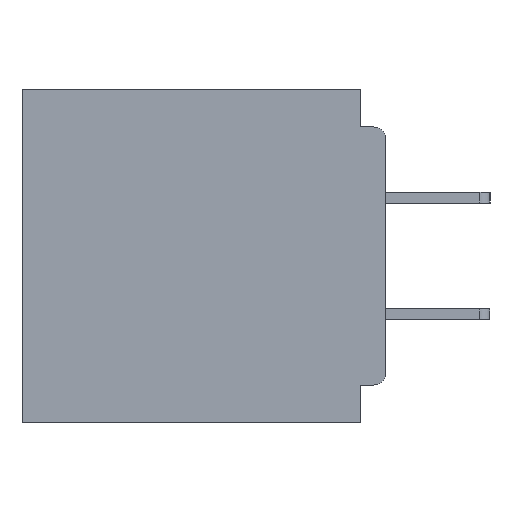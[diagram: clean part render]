
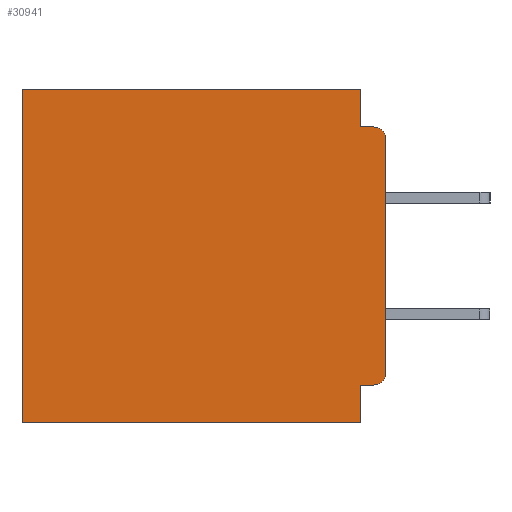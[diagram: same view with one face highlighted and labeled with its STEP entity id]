
A CAD part, left-side view. The second image highlights one B-rep face of the part: STEP entity #30941.
In plain terms, the highlighted planar face has unit normal (-1, 0, 0).
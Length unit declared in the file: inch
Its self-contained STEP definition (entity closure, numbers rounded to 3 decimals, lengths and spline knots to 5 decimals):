
#304 = CARTESIAN_POINT ( 'NONE',  ( 0.3, 0.437, -0.4 ) ) ;
#2443 = DIRECTION ( 'NONE',  ( 0., 0., -1. ) ) ;
#3409 = DIRECTION ( 'NONE',  ( 0., 1., 0. ) ) ;
#3960 = CARTESIAN_POINT ( 'NONE',  ( 0.3, 0.031, -0.045 ) ) ;
#3989 = ORIENTED_EDGE ( 'NONE', *, *, #14624, .F. ) ;
#4051 = CIRCLE ( 'NONE', #61570, 0.015 ) ;
#5630 = LINE ( 'NONE', #8511, #43917 ) ;
#6414 = ORIENTED_EDGE ( 'NONE', *, *, #44303, .F. ) ;
#6710 = DIRECTION ( 'NONE',  ( -1., 0., 0. ) ) ;
#8511 = CARTESIAN_POINT ( 'NONE',  ( 0.3, 0., 0. ) ) ;
#9131 = CARTESIAN_POINT ( 'NONE',  ( 0.3, 0.031, -0.4 ) ) ;
#9485 = DIRECTION ( 'NONE',  ( 0., 0., -1. ) ) ;
#9526 = ORIENTED_EDGE ( 'NONE', *, *, #60903, .T. ) ;
#9551 = EDGE_CURVE ( 'NONE', #50421, #56047, #5630, .T. ) ;
#9829 = CARTESIAN_POINT ( 'NONE',  ( 0.3, 0., -0.355 ) ) ;
#9986 = DIRECTION ( 'NONE',  ( 0., 1., 0. ) ) ;
#11413 = EDGE_CURVE ( 'NONE', #62173, #34978, #25436, .T. ) ;
#11933 = ORIENTED_EDGE ( 'NONE', *, *, #39797, .F. ) ;
#14086 = VERTEX_POINT ( 'NONE', #3960 ) ;
#14192 = ORIENTED_EDGE ( 'NONE', *, *, #37045, .T. ) ;
#14429 = CARTESIAN_POINT ( 'NONE',  ( 0.3, 0., -0.06 ) ) ;
#14624 = EDGE_CURVE ( 'NONE', #50421, #14086, #49167, .T. ) ;
#14780 = CARTESIAN_POINT ( 'NONE',  ( 0.3, 0.031, -0.355 ) ) ;
#14970 = CARTESIAN_POINT ( 'NONE',  ( 0.3, 0., -0.4 ) ) ;
#15489 = CARTESIAN_POINT ( 'NONE',  ( 0.3, 0.031, -0.4 ) ) ;
#16547 = LINE ( 'NONE', #14970, #29846 ) ;
#17792 = DIRECTION ( 'NONE',  ( 0., 0., -1. ) ) ;
#17895 = CARTESIAN_POINT ( 'NONE',  ( 0.3, 0., -0.34 ) ) ;
#18849 = VERTEX_POINT ( 'NONE', #14780 ) ;
#19011 = DIRECTION ( 'NONE',  ( 0., 0., -1. ) ) ;
#20008 = DIRECTION ( 'NONE',  ( 0., 0., -1. ) ) ;
#21789 = CARTESIAN_POINT ( 'NONE',  ( 0.3, 0.437, 0. ) ) ;
#22505 = DIRECTION ( 'NONE',  ( 0., -1., 0. ) ) ;
#23884 = VECTOR ( 'NONE', #9986, 39.37008 ) ;
#24914 = DIRECTION ( 'NONE',  ( 0., 1., 0. ) ) ;
#25436 = LINE ( 'NONE', #54787, #23884 ) ;
#25795 = EDGE_CURVE ( 'NONE', #18849, #62173, #48655, .T. ) ;
#27329 = PLANE ( 'NONE',  #55515 ) ;
#28988 = CIRCLE ( 'NONE', #37772, 0.015 ) ;
#29140 = ORIENTED_EDGE ( 'NONE', *, *, #9551, .T. ) ;
#29846 = VECTOR ( 'NONE', #20008, 39.37008 ) ;
#29890 = ORIENTED_EDGE ( 'NONE', *, *, #25795, .F. ) ;
#29945 = VERTEX_POINT ( 'NONE', #58402 ) ;
#30941 = ADVANCED_FACE ( 'NONE', ( #42522 ), #27329, .F. ) ;
#32346 = CARTESIAN_POINT ( 'NONE',  ( 0.3, 0., -0.4 ) ) ;
#32513 = DIRECTION ( 'NONE',  ( -1., 0., 0. ) ) ;
#32561 = DIRECTION ( 'NONE',  ( 0., 0., -1. ) ) ;
#33347 = VERTEX_POINT ( 'NONE', #61529 ) ;
#33684 = EDGE_LOOP ( 'NONE', ( #6414, #44693, #11933, #3989, #29140, #9526, #34576, #29890, #33759, #14192 ) ) ;
#33759 = ORIENTED_EDGE ( 'NONE', *, *, #53557, .F. ) ;
#34102 = VECTOR ( 'NONE', #24914, 39.37008 ) ;
#34576 = ORIENTED_EDGE ( 'NONE', *, *, #11413, .F. ) ;
#34978 = VERTEX_POINT ( 'NONE', #304 ) ;
#36059 = VECTOR ( 'NONE', #17792, 39.37008 ) ;
#36707 = CARTESIAN_POINT ( 'NONE',  ( 0.3, 0.015, -0.34 ) ) ;
#37045 = EDGE_CURVE ( 'NONE', #33347, #39874, #4051, .T. ) ;
#37078 = VECTOR ( 'NONE', #19011, 39.37008 ) ;
#37652 = LINE ( 'NONE', #39418, #52341 ) ;
#37772 = AXIS2_PLACEMENT_3D ( 'NONE', #62138, #32513, #2443 ) ;
#39418 = CARTESIAN_POINT ( 'NONE',  ( 0.3, 0.437, -0.4 ) ) ;
#39797 = EDGE_CURVE ( 'NONE', #14086, #29945, #59887, .T. ) ;
#39874 = VERTEX_POINT ( 'NONE', #17895 ) ;
#41690 = DIRECTION ( 'NONE',  ( 0., 0., -1. ) ) ;
#42522 = FACE_OUTER_BOUND ( 'NONE', #33684, .T. ) ;
#43917 = VECTOR ( 'NONE', #3409, 39.37008 ) ;
#44303 = EDGE_CURVE ( 'NONE', #48594, #39874, #16547, .T. ) ;
#44693 = ORIENTED_EDGE ( 'NONE', *, *, #57322, .T. ) ;
#47253 = CARTESIAN_POINT ( 'NONE',  ( 0.3, 0., -0.045 ) ) ;
#48291 = VECTOR ( 'NONE', #22505, 39.37008 ) ;
#48594 = VERTEX_POINT ( 'NONE', #14429 ) ;
#48655 = LINE ( 'NONE', #9131, #37078 ) ;
#49167 = LINE ( 'NONE', #62486, #36059 ) ;
#50356 = LINE ( 'NONE', #9829, #34102 ) ;
#50421 = VERTEX_POINT ( 'NONE', #64333 ) ;
#52341 = VECTOR ( 'NONE', #9485, 39.37008 ) ;
#53557 = EDGE_CURVE ( 'NONE', #33347, #18849, #50356, .T. ) ;
#54787 = CARTESIAN_POINT ( 'NONE',  ( 0.3, 0., -0.4 ) ) ;
#55515 = AXIS2_PLACEMENT_3D ( 'NONE', #32346, #62172, #32561 ) ;
#56047 = VERTEX_POINT ( 'NONE', #21789 ) ;
#57322 = EDGE_CURVE ( 'NONE', #48594, #29945, #28988, .T. ) ;
#58402 = CARTESIAN_POINT ( 'NONE',  ( 0.3, 0.015, -0.045 ) ) ;
#59887 = LINE ( 'NONE', #47253, #48291 ) ;
#60903 = EDGE_CURVE ( 'NONE', #56047, #34978, #37652, .T. ) ;
#61529 = CARTESIAN_POINT ( 'NONE',  ( 0.3, 0.015, -0.355 ) ) ;
#61570 = AXIS2_PLACEMENT_3D ( 'NONE', #36707, #6710, #41690 ) ;
#62138 = CARTESIAN_POINT ( 'NONE',  ( 0.3, 0.015, -0.06 ) ) ;
#62172 = DIRECTION ( 'NONE',  ( 1., 0., 0. ) ) ;
#62173 = VERTEX_POINT ( 'NONE', #15489 ) ;
#62486 = CARTESIAN_POINT ( 'NONE',  ( 0.3, 0.031, 0. ) ) ;
#64333 = CARTESIAN_POINT ( 'NONE',  ( 0.3, 0.031, 0. ) ) ;
